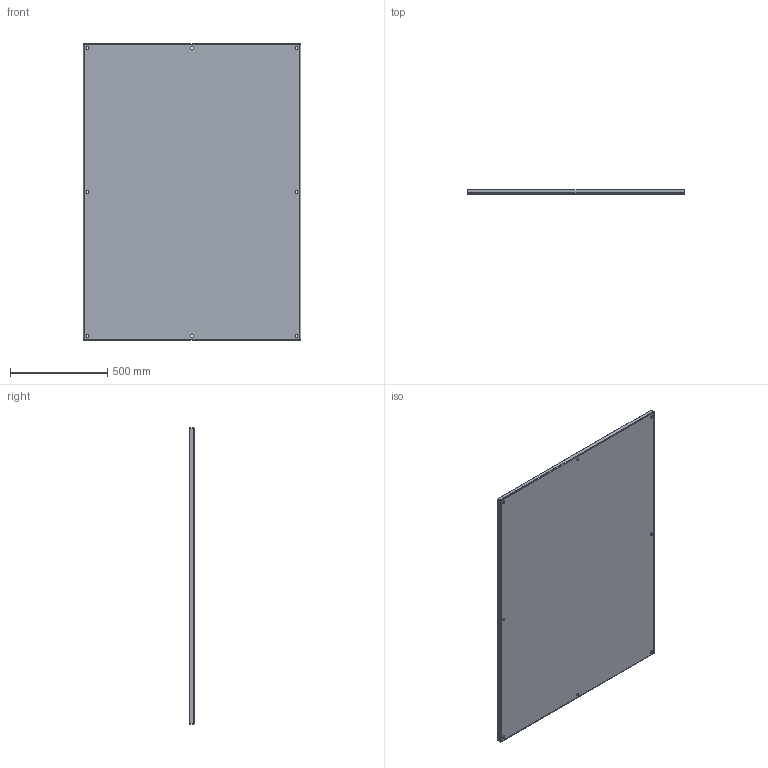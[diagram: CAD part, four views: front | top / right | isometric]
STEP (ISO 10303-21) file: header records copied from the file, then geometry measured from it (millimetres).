
FILE_DESCRIPTION (( 'STEP AP203' ), '1' );
FILE_NAME ('72ZWFW_Default.step', '2019-09-13T18:14:40', ( '' ), ( '' ), 'SwSTEP 2.0', 'SolidWorks 2018', '' );
FILE_SCHEMA (( 'CONFIG_CONTROL_DESIGN' ));
Length unit declared in the file: inch
Products named in the file (1): 72ZWFW_Default
Bounding box: 1117.6 x 22.23 x 1524 mm (x, y, z)
Volume: 5699260.6 mm3; surface area: 3608484.3 mm2
Topology: 1 solids, 1 shells, 70 faces, 180 edges, 112 vertices
Faces by surface type: plane 38, cylinder 24, bspline 8
Entity records: 2968 total; most frequent: CARTESIAN_POINT 1215, ORIENTED_EDGE 360, DIRECTION 323, EDGE_CURVE 180, VERTEX_POINT 112, AXIS2_PLACEMENT_3D 112, LINE 99, VECTOR 99
